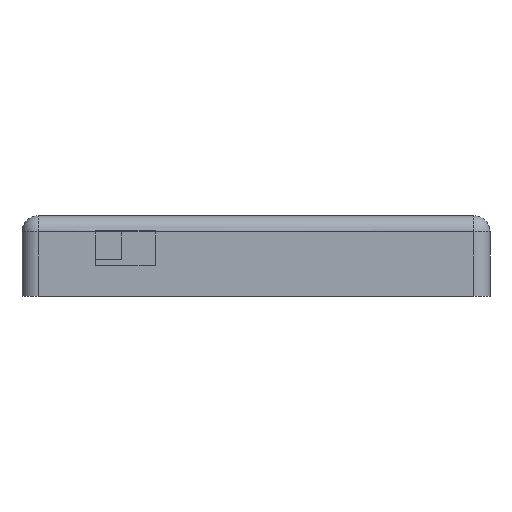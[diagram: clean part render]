
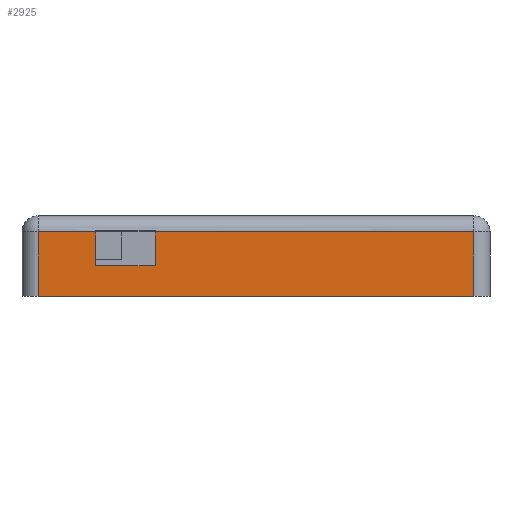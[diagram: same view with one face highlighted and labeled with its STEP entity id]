
A CAD part, left-side view. The second image highlights one B-rep face of the part: STEP entity #2925.
In plain terms, the highlighted planar face has unit normal (-1, 0, 0).
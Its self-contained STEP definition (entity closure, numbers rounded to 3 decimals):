
#1392 = PLANE('',#1393);
#1393 = AXIS2_PLACEMENT_3D('',#1394,#1395,#1396);
#1394 = CARTESIAN_POINT('',(146.022,-118.609,-7.));
#1395 = DIRECTION('',(0.,0.,1.));
#1396 = DIRECTION('',(1.,0.,0.));
#1496 = PLANE('',#1497);
#1497 = AXIS2_PLACEMENT_3D('',#1498,#1499,#1500);
#1498 = CARTESIAN_POINT('',(89.022,-96.63,7.352));
#1499 = DIRECTION('',(0.,1.,0.));
#1500 = DIRECTION('',(0.,0.,-1.));
#1522 = PLANE('',#1523);
#1523 = AXIS2_PLACEMENT_3D('',#1524,#1525,#1526);
#1524 = CARTESIAN_POINT('',(89.022,-96.63,-0.405));
#1525 = DIRECTION('',(0.,0.,1.));
#1526 = DIRECTION('',(0.,1.,0.));
#1548 = PLANE('',#1549);
#1549 = AXIS2_PLACEMENT_3D('',#1550,#1551,#1552);
#1550 = CARTESIAN_POINT('',(89.022,-83.651,-0.405));
#1551 = DIRECTION('',(0.,-1.,0.));
#1552 = DIRECTION('',(0.,0.,1.));
#1773 = VERTEX_POINT('',#1774);
#1774 = CARTESIAN_POINT('',(89.022,-71.109,-7.));
#1789 = CYLINDRICAL_SURFACE('',#1790,3.5);
#1790 = AXIS2_PLACEMENT_3D('',#1791,#1792,#1793);
#1791 = CARTESIAN_POINT('',(92.522,-71.109,-7.));
#1792 = DIRECTION('',(0.,0.,1.));
#1793 = DIRECTION('',(1.,0.,0.));
#1801 = EDGE_CURVE('',#1802,#1773,#1804,.T.);
#1802 = VERTEX_POINT('',#1803);
#1803 = CARTESIAN_POINT('',(89.022,-166.109,-7.));
#1804 = SURFACE_CURVE('',#1805,(#1809,#1816),.PCURVE_S1.);
#1805 = LINE('',#1806,#1807);
#1806 = CARTESIAN_POINT('',(89.022,-166.109,-7.));
#1807 = VECTOR('',#1808,1.);
#1808 = DIRECTION('',(0.,1.,0.));
#1809 = PCURVE('',#1392,#1810);
#1810 = DEFINITIONAL_REPRESENTATION('',(#1811),#1815);
#1811 = LINE('',#1812,#1813);
#1812 = CARTESIAN_POINT('',(-57.,-47.5));
#1813 = VECTOR('',#1814,1.);
#1814 = DIRECTION('',(0.,1.));
#1815 = ( GEOMETRIC_REPRESENTATION_CONTEXT(2) 
PARAMETRIC_REPRESENTATION_CONTEXT() REPRESENTATION_CONTEXT('2D SPACE',''
  ) );
#1816 = PCURVE('',#1817,#1822);
#1817 = PLANE('',#1818);
#1818 = AXIS2_PLACEMENT_3D('',#1819,#1820,#1821);
#1819 = CARTESIAN_POINT('',(89.022,-166.109,-7.));
#1820 = DIRECTION('',(-1.,0.,0.));
#1821 = DIRECTION('',(0.,1.,0.));
#1822 = DEFINITIONAL_REPRESENTATION('',(#1823),#1827);
#1823 = LINE('',#1824,#1825);
#1824 = CARTESIAN_POINT('',(0.,0.));
#1825 = VECTOR('',#1826,1.);
#1826 = DIRECTION('',(1.,0.));
#1827 = ( GEOMETRIC_REPRESENTATION_CONTEXT(2) 
PARAMETRIC_REPRESENTATION_CONTEXT() REPRESENTATION_CONTEXT('2D SPACE',''
  ) );
#1850 = CYLINDRICAL_SURFACE('',#1851,3.5);
#1851 = AXIS2_PLACEMENT_3D('',#1852,#1853,#1854);
#1852 = CARTESIAN_POINT('',(92.522,-166.109,-7.));
#1853 = DIRECTION('',(0.,0.,1.));
#1854 = DIRECTION('',(1.,0.,0.));
#2363 = EDGE_CURVE('',#2364,#2366,#2368,.T.);
#2364 = VERTEX_POINT('',#2365);
#2365 = CARTESIAN_POINT('',(89.022,-83.651,-0.405));
#2366 = VERTEX_POINT('',#2367);
#2367 = CARTESIAN_POINT('',(89.022,-83.651,7.));
#2368 = SURFACE_CURVE('',#2369,(#2373,#2380),.PCURVE_S1.);
#2369 = LINE('',#2370,#2371);
#2370 = CARTESIAN_POINT('',(89.022,-83.651,-0.405));
#2371 = VECTOR('',#2372,1.);
#2372 = DIRECTION('',(0.,0.,1.));
#2373 = PCURVE('',#1548,#2374);
#2374 = DEFINITIONAL_REPRESENTATION('',(#2375),#2379);
#2375 = LINE('',#2376,#2377);
#2376 = CARTESIAN_POINT('',(0.,0.));
#2377 = VECTOR('',#2378,1.);
#2378 = DIRECTION('',(1.,0.));
#2379 = ( GEOMETRIC_REPRESENTATION_CONTEXT(2) 
PARAMETRIC_REPRESENTATION_CONTEXT() REPRESENTATION_CONTEXT('2D SPACE',''
  ) );
#2380 = PCURVE('',#1817,#2381);
#2381 = DEFINITIONAL_REPRESENTATION('',(#2382),#2386);
#2382 = LINE('',#2383,#2384);
#2383 = CARTESIAN_POINT('',(82.458,-6.595));
#2384 = VECTOR('',#2385,1.);
#2385 = DIRECTION('',(0.,-1.));
#2386 = ( GEOMETRIC_REPRESENTATION_CONTEXT(2) 
PARAMETRIC_REPRESENTATION_CONTEXT() REPRESENTATION_CONTEXT('2D SPACE',''
  ) );
#2481 = CYLINDRICAL_SURFACE('',#2482,3.5);
#2482 = AXIS2_PLACEMENT_3D('',#2483,#2484,#2485);
#2483 = CARTESIAN_POINT('',(92.522,-166.109,7.));
#2484 = DIRECTION('',(0.,1.,0.));
#2485 = DIRECTION('',(0.,0.,-1.));
#2496 = EDGE_CURVE('',#2497,#2364,#2499,.T.);
#2497 = VERTEX_POINT('',#2498);
#2498 = CARTESIAN_POINT('',(89.022,-96.63,-0.405));
#2499 = SURFACE_CURVE('',#2500,(#2504,#2511),.PCURVE_S1.);
#2500 = LINE('',#2501,#2502);
#2501 = CARTESIAN_POINT('',(89.022,-96.63,-0.405));
#2502 = VECTOR('',#2503,1.);
#2503 = DIRECTION('',(0.,1.,0.));
#2504 = PCURVE('',#1522,#2505);
#2505 = DEFINITIONAL_REPRESENTATION('',(#2506),#2510);
#2506 = LINE('',#2507,#2508);
#2507 = CARTESIAN_POINT('',(0.,0.));
#2508 = VECTOR('',#2509,1.);
#2509 = DIRECTION('',(1.,0.));
#2510 = ( GEOMETRIC_REPRESENTATION_CONTEXT(2) 
PARAMETRIC_REPRESENTATION_CONTEXT() REPRESENTATION_CONTEXT('2D SPACE',''
  ) );
#2511 = PCURVE('',#1817,#2512);
#2512 = DEFINITIONAL_REPRESENTATION('',(#2513),#2517);
#2513 = LINE('',#2514,#2515);
#2514 = CARTESIAN_POINT('',(69.479,-6.595));
#2515 = VECTOR('',#2516,1.);
#2516 = DIRECTION('',(1.,0.));
#2517 = ( GEOMETRIC_REPRESENTATION_CONTEXT(2) 
PARAMETRIC_REPRESENTATION_CONTEXT() REPRESENTATION_CONTEXT('2D SPACE',''
  ) );
#2546 = VERTEX_POINT('',#2547);
#2547 = CARTESIAN_POINT('',(89.022,-96.63,7.));
#2618 = EDGE_CURVE('',#2546,#2497,#2619,.T.);
#2619 = SURFACE_CURVE('',#2620,(#2624,#2631),.PCURVE_S1.);
#2620 = LINE('',#2621,#2622);
#2621 = CARTESIAN_POINT('',(89.022,-96.63,7.352));
#2622 = VECTOR('',#2623,1.);
#2623 = DIRECTION('',(0.,0.,-1.));
#2624 = PCURVE('',#1496,#2625);
#2625 = DEFINITIONAL_REPRESENTATION('',(#2626),#2630);
#2626 = LINE('',#2627,#2628);
#2627 = CARTESIAN_POINT('',(0.,0.));
#2628 = VECTOR('',#2629,1.);
#2629 = DIRECTION('',(1.,0.));
#2630 = ( GEOMETRIC_REPRESENTATION_CONTEXT(2) 
PARAMETRIC_REPRESENTATION_CONTEXT() REPRESENTATION_CONTEXT('2D SPACE',''
  ) );
#2631 = PCURVE('',#1817,#2632);
#2632 = DEFINITIONAL_REPRESENTATION('',(#2633),#2637);
#2633 = LINE('',#2634,#2635);
#2634 = CARTESIAN_POINT('',(69.479,-14.352));
#2635 = VECTOR('',#2636,1.);
#2636 = DIRECTION('',(0.,1.));
#2637 = ( GEOMETRIC_REPRESENTATION_CONTEXT(2) 
PARAMETRIC_REPRESENTATION_CONTEXT() REPRESENTATION_CONTEXT('2D SPACE',''
  ) );
#2854 = EDGE_CURVE('',#1773,#2855,#2857,.T.);
#2855 = VERTEX_POINT('',#2856);
#2856 = CARTESIAN_POINT('',(89.022,-71.109,7.));
#2857 = SURFACE_CURVE('',#2858,(#2862,#2869),.PCURVE_S1.);
#2858 = LINE('',#2859,#2860);
#2859 = CARTESIAN_POINT('',(89.022,-71.109,-7.));
#2860 = VECTOR('',#2861,1.);
#2861 = DIRECTION('',(0.,0.,1.));
#2862 = PCURVE('',#1789,#2863);
#2863 = DEFINITIONAL_REPRESENTATION('',(#2864),#2868);
#2864 = LINE('',#2865,#2866);
#2865 = CARTESIAN_POINT('',(3.142,0.));
#2866 = VECTOR('',#2867,1.);
#2867 = DIRECTION('',(0.,1.));
#2868 = ( GEOMETRIC_REPRESENTATION_CONTEXT(2) 
PARAMETRIC_REPRESENTATION_CONTEXT() REPRESENTATION_CONTEXT('2D SPACE',''
  ) );
#2869 = PCURVE('',#1817,#2870);
#2870 = DEFINITIONAL_REPRESENTATION('',(#2871),#2875);
#2871 = LINE('',#2872,#2873);
#2872 = CARTESIAN_POINT('',(95.,0.));
#2873 = VECTOR('',#2874,1.);
#2874 = DIRECTION('',(0.,-1.));
#2875 = ( GEOMETRIC_REPRESENTATION_CONTEXT(2) 
PARAMETRIC_REPRESENTATION_CONTEXT() REPRESENTATION_CONTEXT('2D SPACE',''
  ) );
#2925 = ADVANCED_FACE('',(#2926),#1817,.T.);
#2926 = FACE_BOUND('',#2927,.T.);
#2927 = EDGE_LOOP('',(#2928,#2929,#2952,#2973,#2974,#2975,#2976,#2997));
#2928 = ORIENTED_EDGE('',*,*,#1801,.F.);
#2929 = ORIENTED_EDGE('',*,*,#2930,.T.);
#2930 = EDGE_CURVE('',#1802,#2931,#2933,.T.);
#2931 = VERTEX_POINT('',#2932);
#2932 = CARTESIAN_POINT('',(89.022,-166.109,7.));
#2933 = SURFACE_CURVE('',#2934,(#2938,#2945),.PCURVE_S1.);
#2934 = LINE('',#2935,#2936);
#2935 = CARTESIAN_POINT('',(89.022,-166.109,-7.));
#2936 = VECTOR('',#2937,1.);
#2937 = DIRECTION('',(0.,0.,1.));
#2938 = PCURVE('',#1817,#2939);
#2939 = DEFINITIONAL_REPRESENTATION('',(#2940),#2944);
#2940 = LINE('',#2941,#2942);
#2941 = CARTESIAN_POINT('',(0.,0.));
#2942 = VECTOR('',#2943,1.);
#2943 = DIRECTION('',(0.,-1.));
#2944 = ( GEOMETRIC_REPRESENTATION_CONTEXT(2) 
PARAMETRIC_REPRESENTATION_CONTEXT() REPRESENTATION_CONTEXT('2D SPACE',''
  ) );
#2945 = PCURVE('',#1850,#2946);
#2946 = DEFINITIONAL_REPRESENTATION('',(#2947),#2951);
#2947 = LINE('',#2948,#2949);
#2948 = CARTESIAN_POINT('',(-3.142,0.));
#2949 = VECTOR('',#2950,1.);
#2950 = DIRECTION('',(-0.,1.));
#2951 = ( GEOMETRIC_REPRESENTATION_CONTEXT(2) 
PARAMETRIC_REPRESENTATION_CONTEXT() REPRESENTATION_CONTEXT('2D SPACE',''
  ) );
#2952 = ORIENTED_EDGE('',*,*,#2953,.T.);
#2953 = EDGE_CURVE('',#2931,#2546,#2954,.T.);
#2954 = SURFACE_CURVE('',#2955,(#2959,#2966),.PCURVE_S1.);
#2955 = LINE('',#2956,#2957);
#2956 = CARTESIAN_POINT('',(89.022,-166.109,7.));
#2957 = VECTOR('',#2958,1.);
#2958 = DIRECTION('',(0.,1.,0.));
#2959 = PCURVE('',#1817,#2960);
#2960 = DEFINITIONAL_REPRESENTATION('',(#2961),#2965);
#2961 = LINE('',#2962,#2963);
#2962 = CARTESIAN_POINT('',(0.,-14.));
#2963 = VECTOR('',#2964,1.);
#2964 = DIRECTION('',(1.,0.));
#2965 = ( GEOMETRIC_REPRESENTATION_CONTEXT(2) 
PARAMETRIC_REPRESENTATION_CONTEXT() REPRESENTATION_CONTEXT('2D SPACE',''
  ) );
#2966 = PCURVE('',#2481,#2967);
#2967 = DEFINITIONAL_REPRESENTATION('',(#2968),#2972);
#2968 = LINE('',#2969,#2970);
#2969 = CARTESIAN_POINT('',(1.571,0.));
#2970 = VECTOR('',#2971,1.);
#2971 = DIRECTION('',(0.,1.));
#2972 = ( GEOMETRIC_REPRESENTATION_CONTEXT(2) 
PARAMETRIC_REPRESENTATION_CONTEXT() REPRESENTATION_CONTEXT('2D SPACE',''
  ) );
#2973 = ORIENTED_EDGE('',*,*,#2618,.T.);
#2974 = ORIENTED_EDGE('',*,*,#2496,.T.);
#2975 = ORIENTED_EDGE('',*,*,#2363,.T.);
#2976 = ORIENTED_EDGE('',*,*,#2977,.T.);
#2977 = EDGE_CURVE('',#2366,#2855,#2978,.T.);
#2978 = SURFACE_CURVE('',#2979,(#2983,#2990),.PCURVE_S1.);
#2979 = LINE('',#2980,#2981);
#2980 = CARTESIAN_POINT('',(89.022,-166.109,7.));
#2981 = VECTOR('',#2982,1.);
#2982 = DIRECTION('',(0.,1.,0.));
#2983 = PCURVE('',#1817,#2984);
#2984 = DEFINITIONAL_REPRESENTATION('',(#2985),#2989);
#2985 = LINE('',#2986,#2987);
#2986 = CARTESIAN_POINT('',(0.,-14.));
#2987 = VECTOR('',#2988,1.);
#2988 = DIRECTION('',(1.,0.));
#2989 = ( GEOMETRIC_REPRESENTATION_CONTEXT(2) 
PARAMETRIC_REPRESENTATION_CONTEXT() REPRESENTATION_CONTEXT('2D SPACE',''
  ) );
#2990 = PCURVE('',#2481,#2991);
#2991 = DEFINITIONAL_REPRESENTATION('',(#2992),#2996);
#2992 = LINE('',#2993,#2994);
#2993 = CARTESIAN_POINT('',(1.571,0.));
#2994 = VECTOR('',#2995,1.);
#2995 = DIRECTION('',(0.,1.));
#2996 = ( GEOMETRIC_REPRESENTATION_CONTEXT(2) 
PARAMETRIC_REPRESENTATION_CONTEXT() REPRESENTATION_CONTEXT('2D SPACE',''
  ) );
#2997 = ORIENTED_EDGE('',*,*,#2854,.F.);
